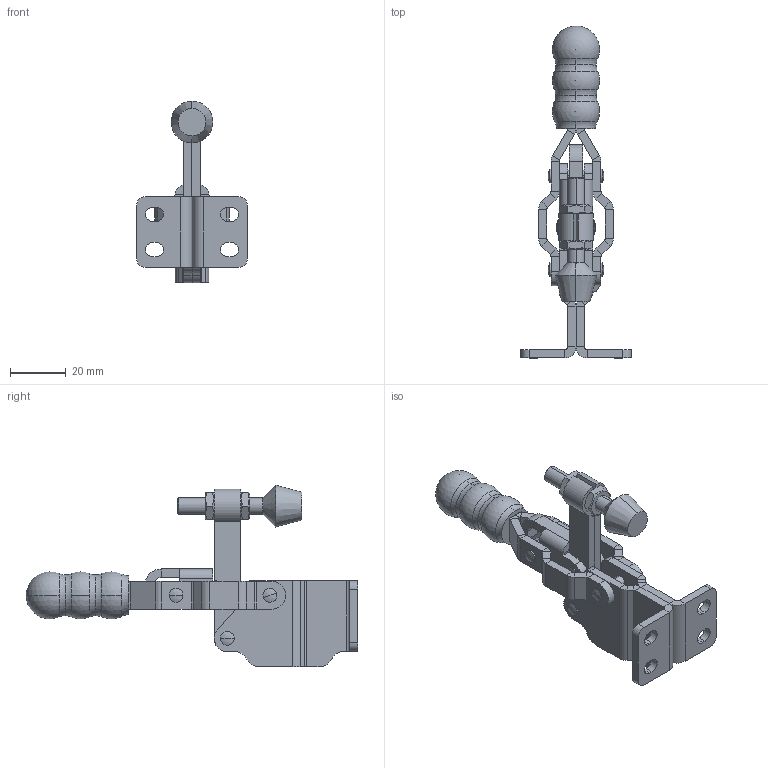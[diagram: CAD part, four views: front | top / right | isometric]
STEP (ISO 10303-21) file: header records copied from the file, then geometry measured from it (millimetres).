
FILE_DESCRIPTION (( 'STEP AP203' ), '1' );
FILE_NAME ('HS-12050-HB.STEP', '2019-10-12T03:20:35', ( '微软用户' ), ( '微软中国' ), 'SwSTEP 2.0', 'SolidWorks 2012', '' );
FILE_SCHEMA (( 'CONFIG_CONTROL_DESIGN' ));
Length unit declared in the file: millimetre
Products named in the file (12): HS-12050-HB; hex thin nuts-grades ab-chamfered gb_GB_FASTENER_NUT_STNAB M6-N; hexagon head bolts-full thread gb_GB_FASTENER_BOLT_STBAB A M6X40-C; 眻忒參; 酗种; 埴陑揤參; 揤輸; 忒梟; 蟀裝; 傻种; HB-菁釱酘; HB-菁釱衵
Assembly tree (16 placements, depth 2):
  HS-12050-HB
    HB-菁釱衵
    HB-菁釱酘
    傻种  x2
    蟀裝
    忒梟  x2
    揤輸
    埴陑揤參  x2
    酗种  x2
    眻忒參
    hexagon head bolts-full thread gb_GB_FASTENER_BOLT_STBAB A M6X40-C
    hex thin nuts-grades ab-chamfered gb_GB_FASTENER_NUT_STNAB M6-N  x2
Bounding box: 39.7 x 119.5 x 65.41 mm (x, y, z)
Volume: 29782.4 mm3; surface area: 24803.8 mm2
Topology: 16 solids, 16 shells, 860 faces, 2179 edges, 1388 vertices
Faces by surface type: plane 448, cylinder 196, bspline 154, cone 30, sphere 22, torus 10
Entity records: 30510 total; most frequent: CARTESIAN_POINT 11706, ORIENTED_EDGE 3832, DIRECTION 3182, EDGE_CURVE 1916, VERTEX_POINT 1231, LINE 1184, VECTOR 1184, AXIS2_PLACEMENT_3D 999
